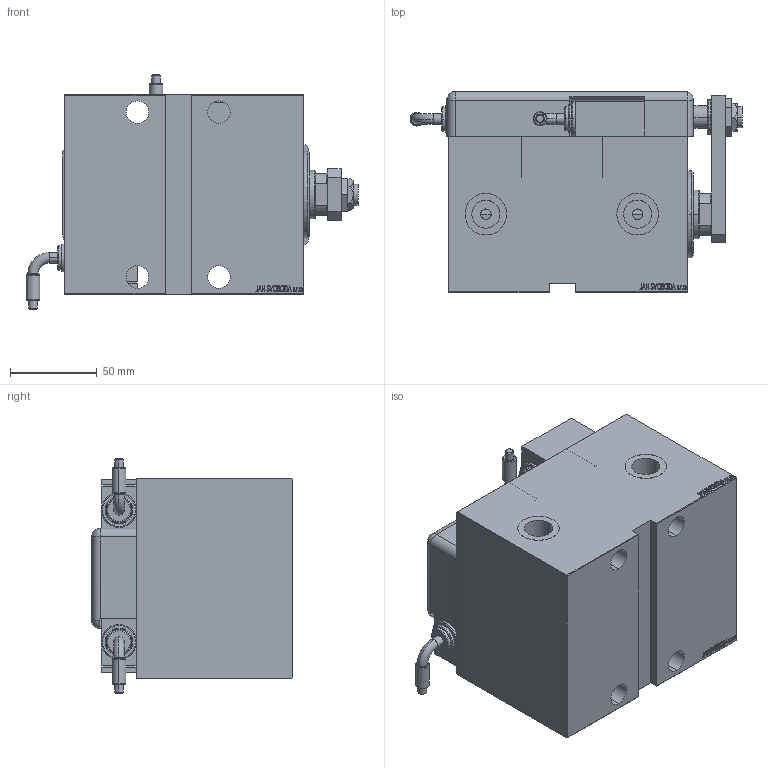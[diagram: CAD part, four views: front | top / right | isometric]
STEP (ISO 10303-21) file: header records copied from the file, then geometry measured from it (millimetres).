
FILE_DESCRIPTION (( 'STEP AP203' ), '1' );
FILE_NAME ('3356.STEP', '2025-05-26T17:23:55', ( '' ), ( '' ), 'SwSTEP 2.0', 'SolidWorks 2019', '' );
FILE_SCHEMA (( 'CONFIG_CONTROL_DESIGN' ));
Length unit declared in the file: millimetre
Products named in the file (13): V450CM_E_Body eb62ef8f2c049a950c6b07bb6b6cde2e; KRYT eb62ef8f2c049a950c6b07bb6b6cde2e; ZARAZKA_Q eb62ef8f2c049a950c6b07bb6b6cde2e; SWITCH_Q_FRONT_BACK eb62ef8f2c049a950c6b07bb6b6cde2e; SWITCH Q eb62ef8f2c049a950c6b07bb6b6cde2e; NUT_D19 eb62ef8f2c049a950c6b07bb6b6cde2e; V450CM_VC_B eb62ef8f2c049a950c6b07bb6b6cde2e; V450CM_E_VCP eb62ef8f2c049a950c6b07bb6b6cde2e; TYC eb62ef8f2c049a950c6b07bb6b6cde2e; NUT_D13 eb62ef8f2c049a950c6b07bb6b6cde2e; SWITCH DIM A_G eb62ef8f2c049a950c6b07bb6b6cde2e; 3356; MAGNETIC SWITCH Q eb62ef8f2c049a950c6b07bb6b6cde2e
Assembly tree (13 placements, depth 3):
  3356
    V450CM_E_Body eb62ef8f2c049a950c6b07bb6b6cde2e
    V450CM_E_VCP eb62ef8f2c049a950c6b07bb6b6cde2e
    V450CM_VC_B eb62ef8f2c049a950c6b07bb6b6cde2e
    MAGNETIC SWITCH Q eb62ef8f2c049a950c6b07bb6b6cde2e
      SWITCH_Q_FRONT_BACK eb62ef8f2c049a950c6b07bb6b6cde2e
      TYC eb62ef8f2c049a950c6b07bb6b6cde2e
      ZARAZKA_Q eb62ef8f2c049a950c6b07bb6b6cde2e
      SWITCH DIM A_G eb62ef8f2c049a950c6b07bb6b6cde2e
      NUT_D19 eb62ef8f2c049a950c6b07bb6b6cde2e
      NUT_D13 eb62ef8f2c049a950c6b07bb6b6cde2e
      KRYT eb62ef8f2c049a950c6b07bb6b6cde2e
      SWITCH Q eb62ef8f2c049a950c6b07bb6b6cde2e  x2
Bounding box: 191.46 x 115.8 x 135.01 mm (x, y, z)
Volume: 1379119.5 mm3; surface area: 224434.4 mm2
Topology: 13 solids, 13 shells, 1268 faces, 3216 edges, 2117 vertices
Faces by surface type: plane 620, bspline 475, cylinder 115, cone 34, torus 22, sphere 2
Entity records: 60540 total; most frequent: CARTESIAN_POINT 32777, ORIENTED_EDGE 6176, DIRECTION 3894, EDGE_CURVE 3088, VERTEX_POINT 2040, LINE 1846, VECTOR 1846, EDGE_LOOP 1384
